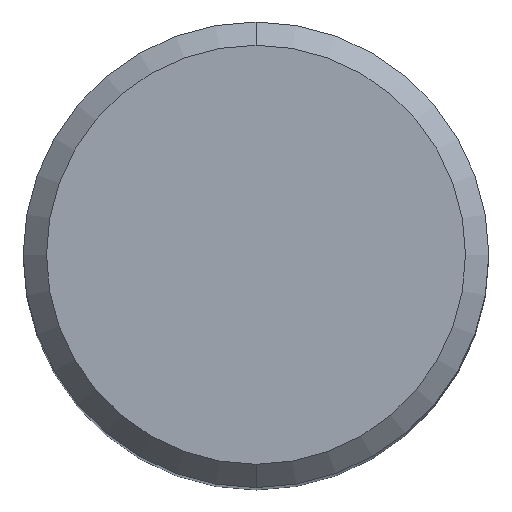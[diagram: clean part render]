
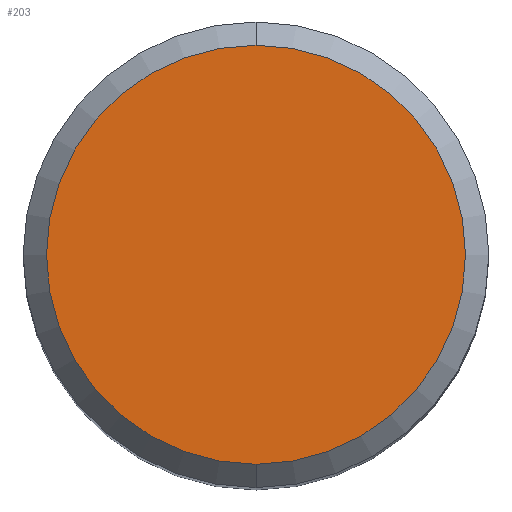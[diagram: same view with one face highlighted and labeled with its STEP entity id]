
A CAD part, top view. The second image highlights one B-rep face of the part: STEP entity #203.
In plain terms, the highlighted planar face has unit normal (0, 0, 1).
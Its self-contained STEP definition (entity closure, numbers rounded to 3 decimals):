
#203=ADVANCED_FACE('',(#514),#515,.T.);
#207=VERTEX_POINT('',#520);
#237=EDGE_CURVE('',#207,#415,#552,.T.);
#301=EDGE_CURVE('',#415,#207,#622,.T.);
#415=VERTEX_POINT('',#749);
#514=FACE_OUTER_BOUND('',#864,.T.);
#515=PLANE('',#865);
#520=CARTESIAN_POINT('',(0.,-7.2,0.0));
#552=CIRCLE('',#960,7.2);
#622=CIRCLE('',#1151,7.2);
#749=CARTESIAN_POINT('',(0.0,7.2,0.0));
#864=EDGE_LOOP('',(#1548,#1549));
#865=AXIS2_PLACEMENT_3D('',#1550,#1551,#1552);
#960=AXIS2_PLACEMENT_3D('',#1589,#1590,#1591);
#1151=AXIS2_PLACEMENT_3D('',#1662,#1663,#1664);
#1548=ORIENTED_EDGE('',*,*,#301,.F.);
#1549=ORIENTED_EDGE('',*,*,#237,.F.);
#1550=CARTESIAN_POINT('',(0.0,3.6,0.0));
#1551=DIRECTION('',(-0.0,0.0,1.0));
#1552=DIRECTION('',(0.0,-1.0,0.0));
#1589=CARTESIAN_POINT('',(0.0,0.0,0.0));
#1590=DIRECTION('',(0.0,0.0,-1.0));
#1591=DIRECTION('',(0.0,1.0,0.0));
#1662=CARTESIAN_POINT('',(0.0,0.0,0.0));
#1663=DIRECTION('',(0.0,0.0,-1.0));
#1664=DIRECTION('',(0.0,1.0,0.0));
